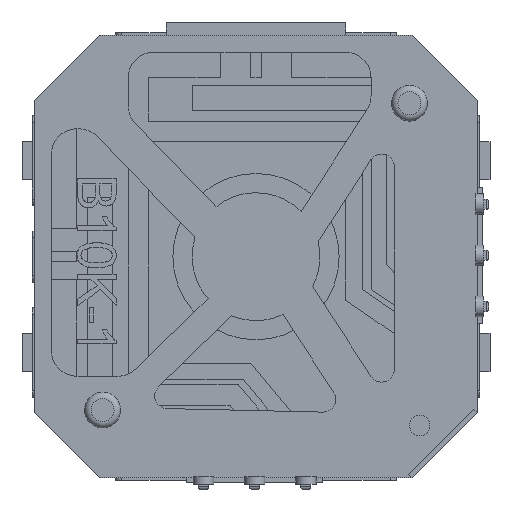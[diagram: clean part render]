
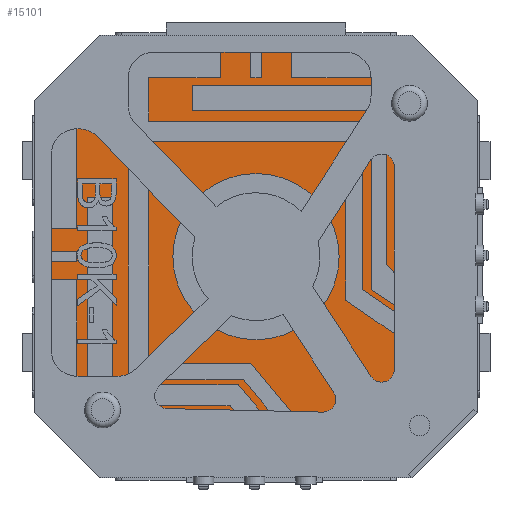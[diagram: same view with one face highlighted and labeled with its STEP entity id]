
A CAD part, front view. The second image highlights one B-rep face of the part: STEP entity #15101.
In plain terms, the highlighted planar face has unit normal (0, -1, 0).
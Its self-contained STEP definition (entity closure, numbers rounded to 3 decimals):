
#1564=FACE_OUTER_BOUND('',#2484,.T.);
#2484=EDGE_LOOP('',(#12825,#12826,#12827,#12828,#12829,#12830));
#3946=LINE('',#24564,#5578);
#3949=LINE('',#24570,#5581);
#3952=LINE('',#24576,#5584);
#3955=LINE('',#24582,#5587);
#3958=LINE('',#24588,#5590);
#3961=LINE('',#24592,#5593);
#5578=VECTOR('',#19792,10.);
#5581=VECTOR('',#19797,10.);
#5584=VECTOR('',#19802,10.);
#5587=VECTOR('',#19807,10.);
#5590=VECTOR('',#19812,10.);
#5593=VECTOR('',#19817,10.);
#6974=VERTEX_POINT('',#24561);
#6975=VERTEX_POINT('',#24563);
#6977=VERTEX_POINT('',#24569);
#6979=VERTEX_POINT('',#24575);
#6981=VERTEX_POINT('',#24581);
#6983=VERTEX_POINT('',#24587);
#8970=EDGE_CURVE('',#6975,#6974,#3946,.T.);
#8973=EDGE_CURVE('',#6977,#6975,#3949,.T.);
#8976=EDGE_CURVE('',#6979,#6977,#3952,.T.);
#8979=EDGE_CURVE('',#6981,#6979,#3955,.T.);
#8982=EDGE_CURVE('',#6983,#6981,#3958,.T.);
#8985=EDGE_CURVE('',#6974,#6983,#3961,.T.);
#12825=ORIENTED_EDGE('',*,*,#8985,.T.);
#12826=ORIENTED_EDGE('',*,*,#8982,.T.);
#12827=ORIENTED_EDGE('',*,*,#8979,.T.);
#12828=ORIENTED_EDGE('',*,*,#8976,.T.);
#12829=ORIENTED_EDGE('',*,*,#8973,.T.);
#12830=ORIENTED_EDGE('',*,*,#8970,.T.);
#14267=PLANE('',#16356);
#15101=ADVANCED_FACE('',(#1564),#14267,.T.);
#16356=AXIS2_PLACEMENT_3D('',#24593,#19818,#19819);
#19792=DIRECTION('',(0.,0.,1.));
#19797=DIRECTION('',(1.,0.,0.009));
#19802=DIRECTION('',(0.707,0.,-0.707));
#19807=DIRECTION('',(0.,0.,-1.));
#19812=DIRECTION('',(-0.707,0.,-0.707));
#19817=DIRECTION('',(-1.,0.,0.));
#19818=DIRECTION('center_axis',(0.,-1.,0.));
#19819=DIRECTION('ref_axis',(0.,0.,-1.));
#24561=CARTESIAN_POINT('',(5.8,1.,8.3));
#24563=CARTESIAN_POINT('',(5.8,1.,-8.3));
#24564=CARTESIAN_POINT('',(5.8,1.,-8.3));
#24569=CARTESIAN_POINT('',(-5.9,1.,-8.4));
#24570=CARTESIAN_POINT('',(-5.9,1.,-8.4));
#24575=CARTESIAN_POINT('',(-8.3,1.,-6.));
#24576=CARTESIAN_POINT('',(-8.3,1.,-6.));
#24581=CARTESIAN_POINT('',(-8.3,1.,5.2));
#24582=CARTESIAN_POINT('',(-8.3,1.,5.2));
#24587=CARTESIAN_POINT('',(-5.2,1.,8.3));
#24588=CARTESIAN_POINT('',(-5.2,1.,8.3));
#24592=CARTESIAN_POINT('',(5.8,1.,8.3));
#24593=CARTESIAN_POINT('Origin',(-1.25,1.,-0.05));
